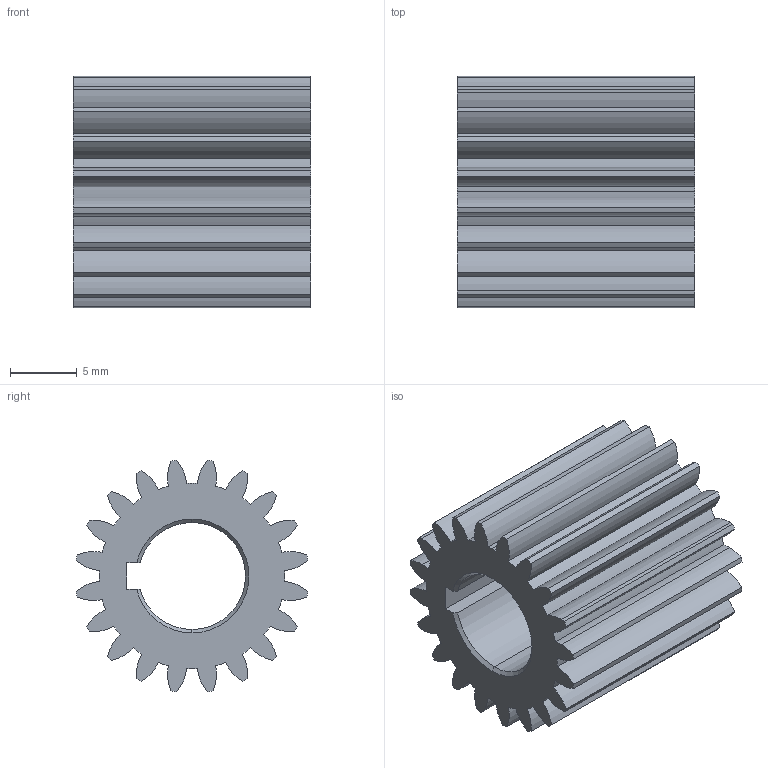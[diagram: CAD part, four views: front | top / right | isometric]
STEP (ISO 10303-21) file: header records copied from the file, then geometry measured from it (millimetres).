
FILE_DESCRIPTION (( 'STEP AP203' ), '1' );
FILE_NAME ('am-2984 20T Pinion 8mm key bore.STEP', '2015-01-15T18:24:24', ( '' ), ( '' ), 'SwSTEP 2.0', 'SolidWorks 2014', '' );
FILE_SCHEMA (( 'CONFIG_CONTROL_DESIGN' ));
Length unit declared in the file: inch
Products named in the file (1): am-2984 20T Pinion 8mm key bore
Bounding box: 17.78 x 17.31 x 17.31 mm (x, y, z)
Volume: 2464.6 mm3; surface area: 2547.6 mm2
Topology: 1 solids, 1 shells, 99 faces, 287 edges, 190 vertices
Faces by surface type: cylinder 88, cone 6, plane 5
Entity records: 3458 total; most frequent: DIRECTION 665, CARTESIAN_POINT 589, ORIENTED_EDGE 574, EDGE_CURVE 287, AXIS2_PLACEMENT_3D 282, VERTEX_POINT 190, CIRCLE 182, VECTOR 101
